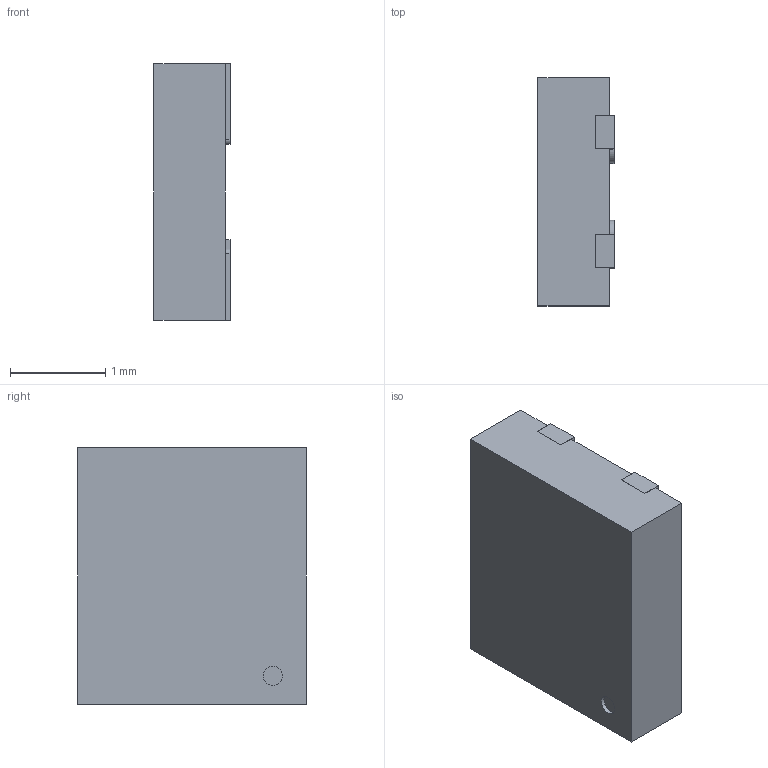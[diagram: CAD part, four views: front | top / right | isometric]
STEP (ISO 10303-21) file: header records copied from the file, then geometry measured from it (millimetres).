
FILE_DESCRIPTION(/* description */ (''),/* implementation_level */ '2;1');
FILE_NAME(/* name */ 'QFN_2724_4pins.stp',/* time_stamp */ '2017-09-15T11:22:49+03:00',/* author */ ('Oleh Se'),/* organization */ (''),/* preprocessor_version */ 'ST-DEVELOPER v15.6',/* originating_system */ 'Autodesk Inventor 2015',/* authorisation */ '');
FILE_SCHEMA (('AUTOMOTIVE_DESIGN { 1 0 10303 214 3 1 1 }'));
Length unit declared in the file: millimetre
Products named in the file (1): QFN_2724_4pins
Bounding box: 0.8 x 2.4 x 2.7 mm (x, y, z)
Volume: 4.9 mm3; surface area: 21.2 mm2
Topology: 1 solids, 1 shells, 49 faces, 138 edges, 92 vertices
Faces by surface type: plane 37, cylinder 12
Full cylindrical faces by diameter (mm): 0.2 x1
Entity records: 1665 total; most frequent: CARTESIAN_POINT 279, ORIENTED_EDGE 274, DIRECTION 261, EDGE_CURVE 137, LINE 113, VECTOR 113, VERTEX_POINT 92, AXIS2_PLACEMENT_3D 74
